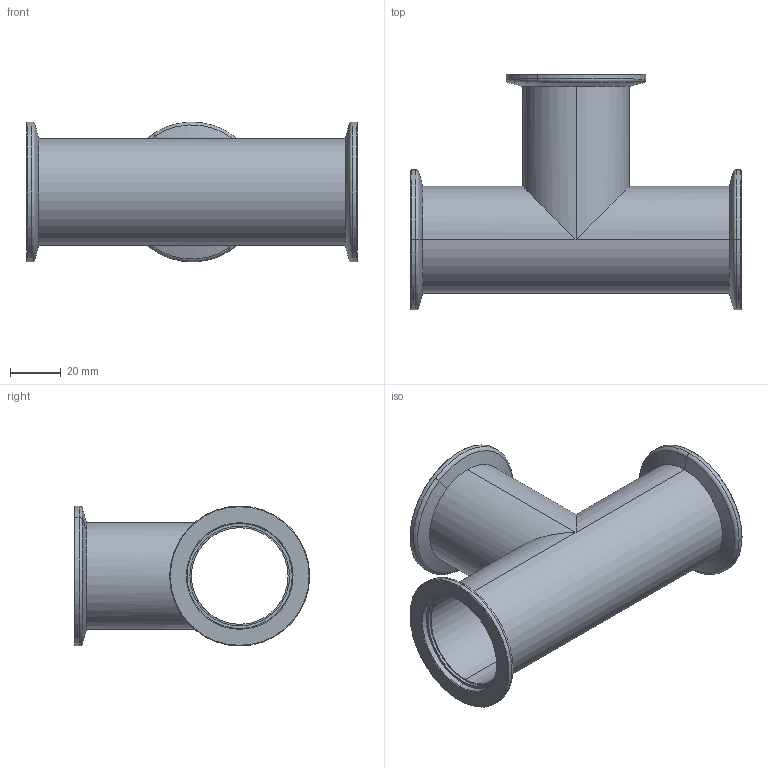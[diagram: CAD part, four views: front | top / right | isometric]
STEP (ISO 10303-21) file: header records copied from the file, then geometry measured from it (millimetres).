
FILE_DESCRIPTION (( 'STEP AP214' ), '1' );
FILE_NAME ('KT40-38.STEP', '2010-02-08T11:17:48', ( 'Hositrad' ), ( 'Hositrad' ), 'SwSTEP 2.0', 'SolidWorks 2010', '' );
FILE_SCHEMA (( 'AUTOMOTIVE_DESIGN' ));
Length unit declared in the file: millimetre
Products named in the file (3): Tube42-Tee; KF40-42WS; KT40-38
Assembly tree (4 placements, depth 2):
  KT40-38
    Tube42-Tee
    KF40-42WS  x3
Bounding box: 130 x 92.5 x 55 mm (x, y, z)
Volume: 52016.1 mm3; surface area: 50883.7 mm2
Topology: 4 solids, 4 shells, 70 faces, 142 edges, 82 vertices
Faces by surface type: cylinder 34, cone 18, plane 12, torus 6
Entity records: 980 total; most frequent: DIRECTION 176, CARTESIAN_POINT 155, ORIENTED_EDGE 132, AXIS2_PLACEMENT_3D 75, EDGE_CURVE 66, VERTEX_POINT 38, EDGE_LOOP 38, CIRCLE 36
